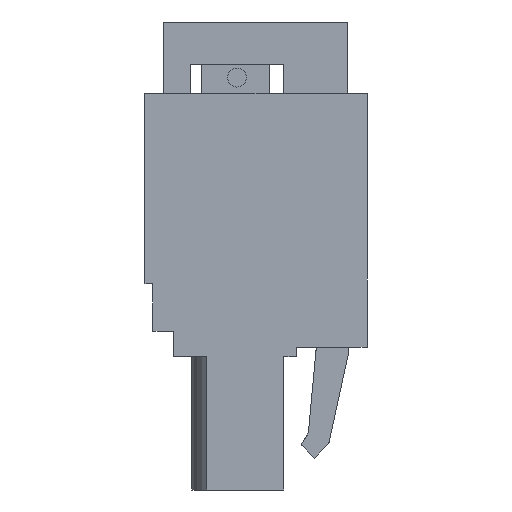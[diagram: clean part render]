
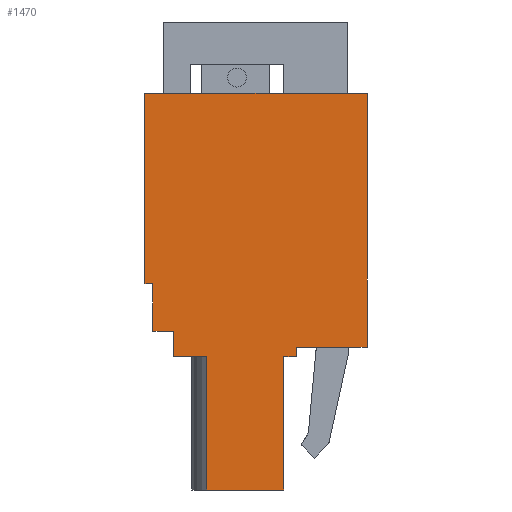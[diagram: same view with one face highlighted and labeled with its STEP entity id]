
A CAD part, left-side view. The second image highlights one B-rep face of the part: STEP entity #1470.
In plain terms, the highlighted planar face has unit normal (-1, 0, 0).
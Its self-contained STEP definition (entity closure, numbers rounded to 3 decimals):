
#1470 = ADVANCED_FACE( '', ( #2962 ), #2963, .F. );
#2962 = FACE_OUTER_BOUND( '', #4996, .T. );
#2963 = PLANE( '', #4997 );
#4996 = EDGE_LOOP( '', ( #9754, #9755, #9756, #9757, #9758, #9759, #9760, #9761, #9762, #9763, #9764, #9765, #9766, #9767 ) );
#4997 = AXIS2_PLACEMENT_3D( '', #9768, #9769, #9770 );
#9754 = ORIENTED_EDGE( '', *, *, #11146, .T. );
#9755 = ORIENTED_EDGE( '', *, *, #10987, .F. );
#9756 = ORIENTED_EDGE( '', *, *, #11906, .F. );
#9757 = ORIENTED_EDGE( '', *, *, #11308, .F. );
#9758 = ORIENTED_EDGE( '', *, *, #12046, .F. );
#9759 = ORIENTED_EDGE( '', *, *, #11215, .F. );
#9760 = ORIENTED_EDGE( '', *, *, #12100, .F. );
#9761 = ORIENTED_EDGE( '', *, *, #11759, .F. );
#9762 = ORIENTED_EDGE( '', *, *, #11247, .F. );
#9763 = ORIENTED_EDGE( '', *, *, #11801, .T. );
#9764 = ORIENTED_EDGE( '', *, *, #11785, .T. );
#9765 = ORIENTED_EDGE( '', *, *, #11511, .T. );
#9766 = ORIENTED_EDGE( '', *, *, #11962, .T. );
#9767 = ORIENTED_EDGE( '', *, *, #11788, .F. );
#9768 = CARTESIAN_POINT( '', ( -7.62, 0., 0. ) );
#9769 = DIRECTION( '', ( 1., 0., 0. ) );
#9770 = DIRECTION( '', ( 0., 0., -1. ) );
#10987 = EDGE_CURVE( '', #13339, #13340, #13341, .T. );
#11146 = EDGE_CURVE( '', #13593, #13340, #13594, .T. );
#11215 = EDGE_CURVE( '', #13696, #13697, #13698, .T. );
#11247 = EDGE_CURVE( '', #13746, #13748, #13749, .T. );
#11308 = EDGE_CURVE( '', #13836, #13839, #13840, .T. );
#11511 = EDGE_CURVE( '', #14133, #14135, #14137, .T. );
#11759 = EDGE_CURVE( '', #13748, #14475, #14476, .T. );
#11785 = EDGE_CURVE( '', #14502, #14133, #14511, .T. );
#11788 = EDGE_CURVE( '', #13593, #14515, #14516, .T. );
#11801 = EDGE_CURVE( '', #13746, #14502, #14532, .T. );
#11906 = EDGE_CURVE( '', #13839, #13339, #14660, .T. );
#11962 = EDGE_CURVE( '', #14135, #14515, #14723, .T. );
#12046 = EDGE_CURVE( '', #13697, #13836, #14821, .T. );
#12100 = EDGE_CURVE( '', #14475, #13696, #14877, .T. );
#13339 = VERTEX_POINT( '', #16661 );
#13340 = VERTEX_POINT( '', #16662 );
#13341 = LINE( '', #16663, #16664 );
#13593 = VERTEX_POINT( '', #17025 );
#13594 = LINE( '', #17026, #17027 );
#13696 = VERTEX_POINT( '', #17179 );
#13697 = VERTEX_POINT( '', #17180 );
#13698 = LINE( '', #17181, #17182 );
#13746 = VERTEX_POINT( '', #17248 );
#13748 = VERTEX_POINT( '', #17251 );
#13749 = LINE( '', #17252, #17253 );
#13836 = VERTEX_POINT( '', #17379 );
#13839 = VERTEX_POINT( '', #17383 );
#13840 = LINE( '', #17384, #17385 );
#14133 = VERTEX_POINT( '', #17876 );
#14135 = VERTEX_POINT( '', #17879 );
#14137 = LINE( '', #17882, #17883 );
#14475 = VERTEX_POINT( '', #18447 );
#14476 = LINE( '', #18448, #18449 );
#14502 = VERTEX_POINT( '', #18487 );
#14511 = LINE( '', #18501, #18502 );
#14515 = VERTEX_POINT( '', #18506 );
#14516 = LINE( '', #18507, #18508 );
#14532 = LINE( '', #18531, #18532 );
#14660 = LINE( '', #18726, #18727 );
#14723 = LINE( '', #18891, #18892 );
#14821 = LINE( '', #19020, #19021 );
#14877 = LINE( '', #19096, #19097 );
#16661 = CARTESIAN_POINT( '', ( -7.62, -1.75, -16.7 ) );
#16662 = CARTESIAN_POINT( '', ( -7.62, 3.1, -16.7 ) );
#16663 = CARTESIAN_POINT( '', ( -7.62, -1.75, -16.7 ) );
#16664 = VECTOR( '', #19911, 1000. );
#17025 = CARTESIAN_POINT( '', ( -7.62, 3.1, -8.3 ) );
#17026 = CARTESIAN_POINT( '', ( -7.62, 3.1, -8.3 ) );
#17027 = VECTOR( '', #20096, 1000. );
#17179 = CARTESIAN_POINT( '', ( -7.62, -7., -7.7 ) );
#17180 = CARTESIAN_POINT( '', ( -7.62, -2.55, -7.7 ) );
#17181 = CARTESIAN_POINT( '', ( -7.62, 0., -7.7 ) );
#17182 = VECTOR( '', #20159, 1000. );
#17248 = CARTESIAN_POINT( '', ( -7.62, 7., -3.7 ) );
#17251 = CARTESIAN_POINT( '', ( -7.62, 7., 8.3 ) );
#17252 = CARTESIAN_POINT( '', ( -7.62, 7., -8.3 ) );
#17253 = VECTOR( '', #20200, 1000. );
#17379 = CARTESIAN_POINT( '', ( -7.62, -2.55, -8.3 ) );
#17383 = CARTESIAN_POINT( '', ( -7.62, -1.75, -8.3 ) );
#17384 = CARTESIAN_POINT( '', ( -7.62, -7., -8.3 ) );
#17385 = VECTOR( '', #20256, 1000. );
#17876 = CARTESIAN_POINT( '', ( -7.62, 6.5, -6.7 ) );
#17879 = CARTESIAN_POINT( '', ( -7.62, 5.2, -6.7 ) );
#17882 = CARTESIAN_POINT( '', ( -7.62, 0., -6.7 ) );
#17883 = VECTOR( '', #20453, 1000. );
#18447 = CARTESIAN_POINT( '', ( -7.62, -7., 8.3 ) );
#18448 = CARTESIAN_POINT( '', ( -7.62, 7., 8.3 ) );
#18449 = VECTOR( '', #20670, 1000. );
#18487 = CARTESIAN_POINT( '', ( -7.62, 6.5, -3.7 ) );
#18501 = CARTESIAN_POINT( '', ( -7.62, 6.5, 0. ) );
#18502 = VECTOR( '', #20691, 1000. );
#18506 = CARTESIAN_POINT( '', ( -7.62, 5.2, -8.3 ) );
#18507 = CARTESIAN_POINT( '', ( -7.62, -7., -8.3 ) );
#18508 = VECTOR( '', #20695, 1000. );
#18531 = CARTESIAN_POINT( '', ( -7.62, 0., -3.7 ) );
#18532 = VECTOR( '', #20709, 1000. );
#18726 = CARTESIAN_POINT( '', ( -7.62, -1.75, -8.3 ) );
#18727 = VECTOR( '', #20795, 1000. );
#18891 = CARTESIAN_POINT( '', ( -7.62, 5.2, 0. ) );
#18892 = VECTOR( '', #20828, 1000. );
#19020 = CARTESIAN_POINT( '', ( -7.62, -2.55, 0. ) );
#19021 = VECTOR( '', #20919, 1000. );
#19096 = CARTESIAN_POINT( '', ( -7.62, -7., 8.3 ) );
#19097 = VECTOR( '', #20954, 1000. );
#19911 = DIRECTION( '', ( 0., 1., 0. ) );
#20096 = DIRECTION( '', ( 0., 0., -1. ) );
#20159 = DIRECTION( '', ( 0., 1., 0. ) );
#20200 = DIRECTION( '', ( 0., 0., 1. ) );
#20256 = DIRECTION( '', ( 0., 1., 0. ) );
#20453 = DIRECTION( '', ( 0., -1., 0. ) );
#20670 = DIRECTION( '', ( 0., -1., 0. ) );
#20691 = DIRECTION( '', ( 0., 0., -1. ) );
#20695 = DIRECTION( '', ( 0., 1., 0. ) );
#20709 = DIRECTION( '', ( 0., -1., 0. ) );
#20795 = DIRECTION( '', ( 0., 0., -1. ) );
#20828 = DIRECTION( '', ( 0., 0., -1. ) );
#20919 = DIRECTION( '', ( 0., 0., -1. ) );
#20954 = DIRECTION( '', ( 0., 0., -1. ) );
